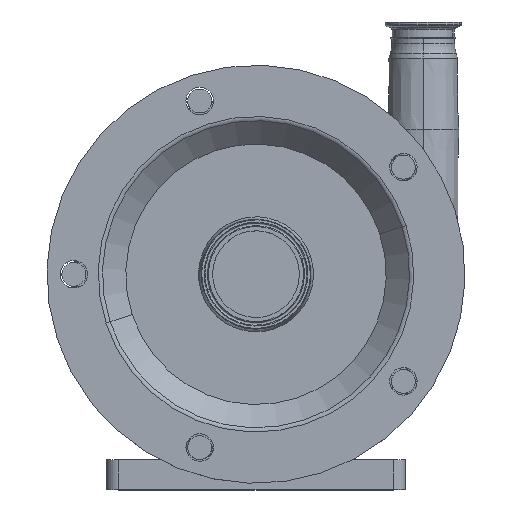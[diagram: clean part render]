
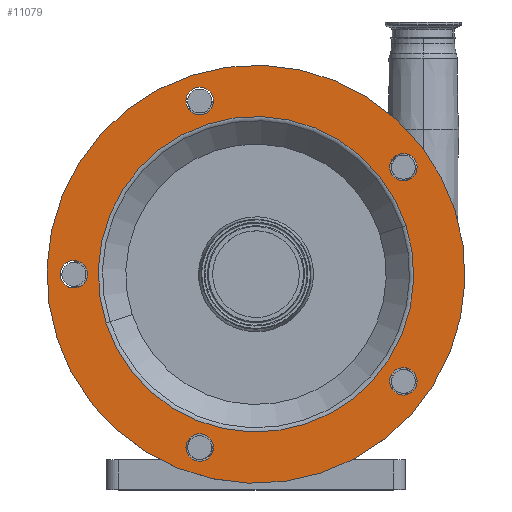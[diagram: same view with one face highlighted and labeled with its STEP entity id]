
A CAD part, top view. The second image highlights one B-rep face of the part: STEP entity #11079.
In plain terms, the highlighted planar face has unit normal (0, 0, 1).
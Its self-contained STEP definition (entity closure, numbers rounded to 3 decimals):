
#49 = DIRECTION ( 'NONE',  ( 0.951, 0.309, 0. ) ) ;
#339 = VERTEX_POINT ( 'NONE', #2836 ) ;
#395 = DIRECTION ( 'NONE',  ( 0., 0., 1. ) ) ;
#536 = CARTESIAN_POINT ( 'NONE',  ( -141.563, 183.554, 215. ) ) ;
#693 = EDGE_CURVE ( 'NONE', #339, #4925, #5396, .T. ) ;
#799 = VERTEX_POINT ( 'NONE', #15220 ) ;
#1048 = CARTESIAN_POINT ( 'NONE',  ( -47.125, 34.964, 215. ) ) ;
#1166 = FACE_BOUND ( 'NONE', #13002, .T. ) ;
#1276 = DIRECTION ( 'NONE',  ( -0.951, -0.309, 0. ) ) ;
#1295 = DIRECTION ( 'NONE',  ( 0., 0., 1. ) ) ;
#1316 = VERTEX_POINT ( 'NONE', #6774 ) ;
#1486 = DIRECTION ( 'NONE',  ( 0.951, 0.309, 0. ) ) ;
#1510 = DIRECTION ( 'NONE',  ( 0., 0., 1. ) ) ;
#1518 = CIRCLE ( 'NONE', #11279, 11.5 ) ;
#1568 = CARTESIAN_POINT ( 'NONE',  ( -152.5, 180., 215. ) ) ;
#2088 = CIRCLE ( 'NONE', #16131, 11.5 ) ;
#2234 = CARTESIAN_POINT ( 'NONE',  ( -152.5, 180., 215. ) ) ;
#2285 = DIRECTION ( 'NONE',  ( 0.951, 0.309, 0. ) ) ;
#2307 = DIRECTION ( 'NONE',  ( 0., 0., 1. ) ) ;
#2325 = CARTESIAN_POINT ( 'NONE',  ( -47.125, 325.036, 215. ) ) ;
#2503 = VERTEX_POINT ( 'NONE', #6327 ) ;
#2836 = CARTESIAN_POINT ( 'NONE',  ( 134.312, 273.191, 215. ) ) ;
#2990 = CARTESIAN_POINT ( 'NONE',  ( -47.125, 34.964, 215. ) ) ;
#3013 = ORIENTED_EDGE ( 'NONE', *, *, #15138, .T. ) ;
#3139 = CARTESIAN_POINT ( 'NONE',  ( -58.062, 321.482, 215. ) ) ;
#3514 = DIRECTION ( 'NONE',  ( 0.951, 0.309, 0. ) ) ;
#4381 = DIRECTION ( 'NONE',  ( 0.951, 0.309, 0. ) ) ;
#4385 = AXIS2_PLACEMENT_3D ( 'NONE', #13828, #5287, #15301 ) ;
#4692 = VERTEX_POINT ( 'NONE', #536 ) ;
#4781 = CARTESIAN_POINT ( 'NONE',  ( 0., 180., 215. ) ) ;
#4862 = DIRECTION ( 'NONE',  ( 0., 0., -1. ) ) ;
#4873 = FACE_BOUND ( 'NONE', #12045, .T. ) ;
#4925 = VERTEX_POINT ( 'NONE', #17584 ) ;
#5199 = ORIENTED_EDGE ( 'NONE', *, *, #8664, .F. ) ;
#5287 = DIRECTION ( 'NONE',  ( 0., 0., 1. ) ) ;
#5396 = CIRCLE ( 'NONE', #14295, 11.5 ) ;
#5923 = ORIENTED_EDGE ( 'NONE', *, *, #693, .F. ) ;
#6170 = DIRECTION ( 'NONE',  ( -0.951, -0.309, 0. ) ) ;
#6288 = DIRECTION ( 'NONE',  ( -0.951, -0.309, 0. ) ) ;
#6327 = CARTESIAN_POINT ( 'NONE',  ( 125.607, 220.812, 215. ) ) ;
#6573 = AXIS2_PLACEMENT_3D ( 'NONE', #1568, #1510, #1486 ) ;
#6637 = EDGE_CURVE ( 'NONE', #15203, #13387, #7107, .T. ) ;
#6685 = ORIENTED_EDGE ( 'NONE', *, *, #6637, .F. ) ;
#6774 = CARTESIAN_POINT ( 'NONE',  ( 134.312, 93.916, 215. ) ) ;
#6817 = ORIENTED_EDGE ( 'NONE', *, *, #13954, .F. ) ;
#6875 = VERTEX_POINT ( 'NONE', #18113 ) ;
#6980 = VERTEX_POINT ( 'NONE', #15838 ) ;
#7037 = DIRECTION ( 'NONE',  ( -0.951, -0.309, 0. ) ) ;
#7059 = DIRECTION ( 'NONE',  ( 0., 0., -1. ) ) ;
#7098 = CARTESIAN_POINT ( 'NONE',  ( 0., 180., 215. ) ) ;
#7107 = CIRCLE ( 'NONE', #17365, 11.5 ) ;
#7170 = CIRCLE ( 'NONE', #10669, 11.5 ) ;
#7414 = EDGE_CURVE ( 'NONE', #18202, #16059, #10877, .T. ) ;
#7733 = EDGE_CURVE ( 'NONE', #4692, #6980, #18274, .T. ) ;
#8062 = CIRCLE ( 'NONE', #12472, 132.071 ) ;
#8144 = FACE_BOUND ( 'NONE', #15103, .T. ) ;
#8260 = CARTESIAN_POINT ( 'NONE',  ( -36.188, 38.518, 215. ) ) ;
#8398 = DIRECTION ( 'NONE',  ( 0., 0., 1. ) ) ;
#8664 = EDGE_CURVE ( 'NONE', #4925, #339, #2088, .T. ) ;
#8715 = CIRCLE ( 'NONE', #12303, 132.071 ) ;
#8760 = CARTESIAN_POINT ( 'NONE',  ( 123.375, 90.363, 215. ) ) ;
#8833 = CIRCLE ( 'NONE', #6573, 11.5 ) ;
#9045 = DIRECTION ( 'NONE',  ( 0., 0., 1. ) ) ;
#9627 = DIRECTION ( 'NONE',  ( 0., 0., -1. ) ) ;
#9641 = CARTESIAN_POINT ( 'NONE',  ( 123.375, 90.363, 215. ) ) ;
#9650 = AXIS2_PLACEMENT_3D ( 'NONE', #11910, #14887, #6288 ) ;
#9808 = EDGE_CURVE ( 'NONE', #6980, #4692, #8833, .T. ) ;
#9950 = EDGE_CURVE ( 'NONE', #799, #10907, #15631, .T. ) ;
#10182 = DIRECTION ( 'NONE',  ( 0.951, 0.309, 0. ) ) ;
#10669 = AXIS2_PLACEMENT_3D ( 'NONE', #8760, #395, #10182 ) ;
#10755 = CARTESIAN_POINT ( 'NONE',  ( 166.435, 234.078, 215. ) ) ;
#10877 = CIRCLE ( 'NONE', #16899, 175. ) ;
#10907 = VERTEX_POINT ( 'NONE', #8260 ) ;
#10948 = VERTEX_POINT ( 'NONE', #11266 ) ;
#11079 = ADVANCED_FACE ( 'NONE', ( #16260, #12465, #4873, #1166, #15826, #11985, #8144 ), #13428, .F. ) ;
#11135 = DIRECTION ( 'NONE',  ( 0.951, 0.309, 0. ) ) ;
#11266 = CARTESIAN_POINT ( 'NONE',  ( 112.438, 86.809, 215. ) ) ;
#11279 = AXIS2_PLACEMENT_3D ( 'NONE', #9641, #1295, #11135 ) ;
#11437 = AXIS2_PLACEMENT_3D ( 'NONE', #4781, #14764, #6170 ) ;
#11659 = CIRCLE ( 'NONE', #11437, 175. ) ;
#11790 = EDGE_CURVE ( 'NONE', #13387, #15203, #17591, .T. ) ;
#11910 = CARTESIAN_POINT ( 'NONE',  ( -54.078, 346.435, 215. ) ) ;
#11985 = FACE_OUTER_BOUND ( 'NONE', #17287, .T. ) ;
#12045 = EDGE_LOOP ( 'NONE', ( #14500, #12173 ) ) ;
#12173 = ORIENTED_EDGE ( 'NONE', *, *, #17733, .F. ) ;
#12303 = AXIS2_PLACEMENT_3D ( 'NONE', #13395, #4862, #14854 ) ;
#12465 = FACE_BOUND ( 'NONE', #13845, .T. ) ;
#12472 = AXIS2_PLACEMENT_3D ( 'NONE', #18273, #9627, #1276 ) ;
#12626 = ORIENTED_EDGE ( 'NONE', *, *, #7414, .F. ) ;
#12929 = DIRECTION ( 'NONE',  ( 0., 0., 1. ) ) ;
#12981 = ORIENTED_EDGE ( 'NONE', *, *, #14853, .T. ) ;
#13002 = EDGE_LOOP ( 'NONE', ( #5923, #5199 ) ) ;
#13045 = AXIS2_PLACEMENT_3D ( 'NONE', #2990, #12929, #4381 ) ;
#13387 = VERTEX_POINT ( 'NONE', #3139 ) ;
#13395 = CARTESIAN_POINT ( 'NONE',  ( 0., 180., 215. ) ) ;
#13428 = PLANE ( 'NONE',  #9650 ) ;
#13828 = CARTESIAN_POINT ( 'NONE',  ( -47.125, 325.036, 215. ) ) ;
#13845 = EDGE_LOOP ( 'NONE', ( #6817, #14711 ) ) ;
#13954 = EDGE_CURVE ( 'NONE', #10907, #799, #16191, .T. ) ;
#14295 = AXIS2_PLACEMENT_3D ( 'NONE', #15856, #15832, #15819 ) ;
#14372 = CARTESIAN_POINT ( 'NONE',  ( -166.435, 125.922, 215. ) ) ;
#14500 = ORIENTED_EDGE ( 'NONE', *, *, #16673, .F. ) ;
#14711 = ORIENTED_EDGE ( 'NONE', *, *, #9950, .F. ) ;
#14764 = DIRECTION ( 'NONE',  ( 0., 0., -1. ) ) ;
#14853 = EDGE_CURVE ( 'NONE', #2503, #6875, #8062, .T. ) ;
#14854 = DIRECTION ( 'NONE',  ( -0.951, -0.309, 0. ) ) ;
#14887 = DIRECTION ( 'NONE',  ( 0., 0., -1. ) ) ;
#15103 = EDGE_LOOP ( 'NONE', ( #6685, #16593 ) ) ;
#15138 = EDGE_CURVE ( 'NONE', #6875, #2503, #8715, .T. ) ;
#15184 = ORIENTED_EDGE ( 'NONE', *, *, #7733, .F. ) ;
#15203 = VERTEX_POINT ( 'NONE', #15223 ) ;
#15220 = CARTESIAN_POINT ( 'NONE',  ( -58.062, 31.41, 215. ) ) ;
#15223 = CARTESIAN_POINT ( 'NONE',  ( -36.188, 328.59, 215. ) ) ;
#15301 = DIRECTION ( 'NONE',  ( 0.951, 0.309, 0. ) ) ;
#15302 = EDGE_LOOP ( 'NONE', ( #3013, #12981 ) ) ;
#15490 = AXIS2_PLACEMENT_3D ( 'NONE', #1048, #17861, #49 ) ;
#15631 = CIRCLE ( 'NONE', #15490, 11.5 ) ;
#15652 = ORIENTED_EDGE ( 'NONE', *, *, #9808, .F. ) ;
#15819 = DIRECTION ( 'NONE',  ( 0.951, 0.309, 0. ) ) ;
#15826 = FACE_BOUND ( 'NONE', #15302, .T. ) ;
#15832 = DIRECTION ( 'NONE',  ( 0., 0., 1. ) ) ;
#15838 = CARTESIAN_POINT ( 'NONE',  ( -163.437, 176.446, 215. ) ) ;
#15856 = CARTESIAN_POINT ( 'NONE',  ( 123.375, 269.637, 215. ) ) ;
#16059 = VERTEX_POINT ( 'NONE', #10755 ) ;
#16131 = AXIS2_PLACEMENT_3D ( 'NONE', #17986, #9045, #17844 ) ;
#16191 = CIRCLE ( 'NONE', #13045, 11.5 ) ;
#16260 = FACE_BOUND ( 'NONE', #18390, .T. ) ;
#16428 = EDGE_CURVE ( 'NONE', #16059, #18202, #11659, .T. ) ;
#16593 = ORIENTED_EDGE ( 'NONE', *, *, #11790, .F. ) ;
#16623 = AXIS2_PLACEMENT_3D ( 'NONE', #2234, #8398, #3514 ) ;
#16673 = EDGE_CURVE ( 'NONE', #1316, #10948, #1518, .T. ) ;
#16899 = AXIS2_PLACEMENT_3D ( 'NONE', #7098, #7059, #7037 ) ;
#17287 = EDGE_LOOP ( 'NONE', ( #12626, #17734 ) ) ;
#17365 = AXIS2_PLACEMENT_3D ( 'NONE', #2325, #2307, #2285 ) ;
#17584 = CARTESIAN_POINT ( 'NONE',  ( 112.438, 266.084, 215. ) ) ;
#17591 = CIRCLE ( 'NONE', #4385, 11.5 ) ;
#17733 = EDGE_CURVE ( 'NONE', #10948, #1316, #7170, .T. ) ;
#17734 = ORIENTED_EDGE ( 'NONE', *, *, #16428, .F. ) ;
#17844 = DIRECTION ( 'NONE',  ( 0.951, 0.309, 0. ) ) ;
#17861 = DIRECTION ( 'NONE',  ( 0., 0., 1. ) ) ;
#17986 = CARTESIAN_POINT ( 'NONE',  ( 123.375, 269.637, 215. ) ) ;
#18113 = CARTESIAN_POINT ( 'NONE',  ( -125.607, 139.188, 215. ) ) ;
#18202 = VERTEX_POINT ( 'NONE', #14372 ) ;
#18273 = CARTESIAN_POINT ( 'NONE',  ( 0., 180., 215. ) ) ;
#18274 = CIRCLE ( 'NONE', #16623, 11.5 ) ;
#18390 = EDGE_LOOP ( 'NONE', ( #15184, #15652 ) ) ;
